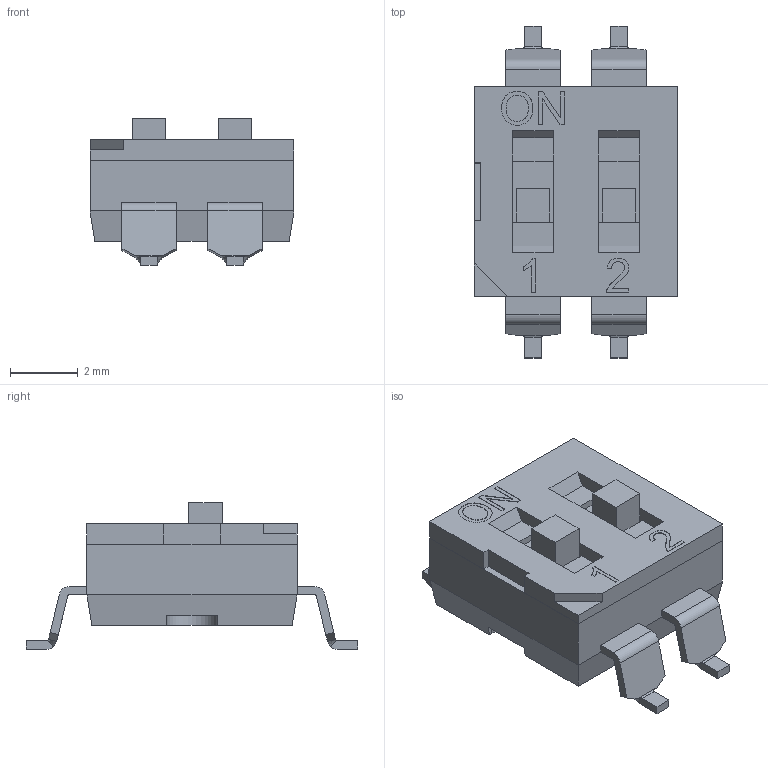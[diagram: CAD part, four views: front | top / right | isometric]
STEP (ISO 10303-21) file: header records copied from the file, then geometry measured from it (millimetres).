
FILE_DESCRIPTION( ( 'Unknown' ), '1' );
FILE_NAME( '418121270802.stp', 'Unknown', ( 'Unknown' ), ( 'Unknown' ), 'PSStep 17.0.49', 'Unknown', ' ' );
FILE_SCHEMA( ( 'AUTOMOTIVE_DESIGN { 1 0 10303 214 1 1 1 1 }' ) );
Length unit declared in the file: millimetre
Products named in the file (7): Assem1; Terminal_tall; Terminal_small; Actuator; Contact; Base_02; Cover_02
Assembly tree (10 placements, depth 2):
  Assem1
    Terminal_tall  x2
    Terminal_small  x2
    Actuator  x2
    Contact  x2
    Base_02
    Cover_02
Bounding box: 6.02 x 9.8 x 4.32 mm (x, y, z)
Volume: 95.6 mm3; surface area: 437.2 mm2
Topology: 10 solids, 10 shells, 406 faces, 1106 edges, 726 vertices
Faces by surface type: plane 306, cylinder 86, bspline 8, extrusion 6
Full cylindrical faces by diameter (mm): 0.57 x2, 0.6 x6, 2.4 x1
Entity records: 11075 total; most frequent: CARTESIAN_POINT 1962, ORIENTED_EDGE 1466, DIRECTION 1307, EDGE_CURVE 733, VECTOR 589, LINE 583, VERTEX_POINT 484, AXIS2_PLACEMENT_3D 359
